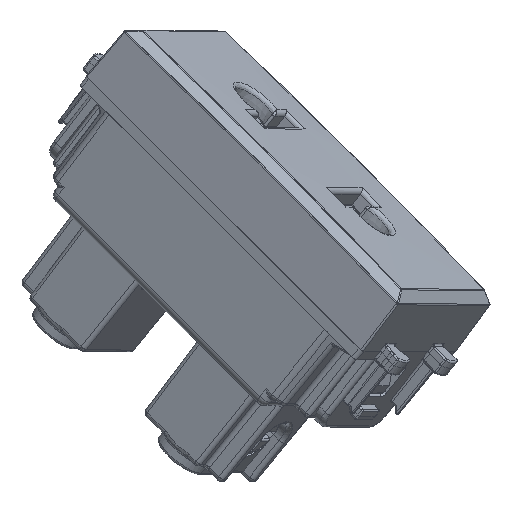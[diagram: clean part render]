
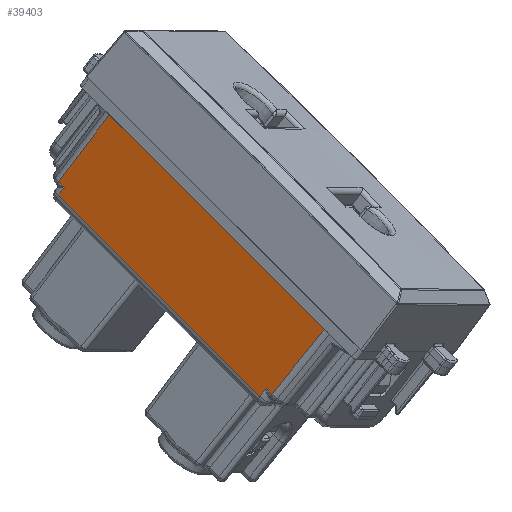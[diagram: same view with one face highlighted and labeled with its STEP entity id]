
A CAD part, isometric view. The second image highlights one B-rep face of the part: STEP entity #39403.
In plain terms, the highlighted face is planar.
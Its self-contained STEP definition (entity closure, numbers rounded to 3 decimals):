
#29799=CARTESIAN_POINT('Vertex',(-11.082,16.389,8.409)) ;
#29818=CARTESIAN_POINT('Line Origine',(-11.082,0.,8.409)) ;
#29822=CARTESIAN_POINT('Vertex',(-11.082,-16.389,8.409)) ;
#38662=CARTESIAN_POINT('Vertex',(-11.175,17.486,-2.2)) ;
#38665=CARTESIAN_POINT('Line Origine',(-11.129,17.401,3.104)) ;
#38669=CARTESIAN_POINT('Vertex',(-11.092,17.334,7.304)) ;
#39282=CARTESIAN_POINT('Line Origine',(-11.129,-17.401,3.104)) ;
#39286=CARTESIAN_POINT('Vertex',(-11.175,-17.486,-2.2)) ;
#39288=CARTESIAN_POINT('Vertex',(-11.092,-17.334,7.304)) ;
#39361=CARTESIAN_POINT('Axis2P3D Location',(-11.175,0.,-2.2)) ;
#39367=CARTESIAN_POINT('Control Point',(-11.092,16.409,7.304)) ;
#39368=CARTESIAN_POINT('Control Point',(-11.082,16.389,8.409)) ;
#39369=CARTESIAN_POINT('Vertex',(-11.092,16.409,7.304)) ;
#39372=CARTESIAN_POINT('Line Origine',(-11.092,0.,7.304)) ;
#39377=CARTESIAN_POINT('Line Origine',(-11.175,0.,-2.2)) ;
#39382=CARTESIAN_POINT('Line Origine',(-11.092,0.,7.304)) ;
#39386=CARTESIAN_POINT('Vertex',(-11.092,-16.409,7.304)) ;
#39390=CARTESIAN_POINT('Control Point',(-11.092,-16.409,7.304)) ;
#39391=CARTESIAN_POINT('Control Point',(-11.082,-16.389,8.409)) ;
#29819=DIRECTION('Vector Direction',(0.,-1.,0.)) ;
#38666=DIRECTION('Vector Direction',(0.009,-0.016,1.)) ;
#39283=DIRECTION('Vector Direction',(0.009,0.016,1.)) ;
#39362=DIRECTION('Axis2P3D Direction',(-1.,0.,0.009)) ;
#39363=DIRECTION('Axis2P3D XDirection',(0.,1.,0.)) ;
#39373=DIRECTION('Vector Direction',(0.,1.,0.)) ;
#39378=DIRECTION('Vector Direction',(0.,1.,0.)) ;
#39383=DIRECTION('Vector Direction',(0.,1.,0.)) ;
#39364=AXIS2_PLACEMENT_3D('Plane Axis2P3D',#39361,#39362,#39363) ;
#39394=ORIENTED_EDGE('',*,*,#29824,.F.) ;
#39395=ORIENTED_EDGE('',*,*,#39371,.T.) ;
#39396=ORIENTED_EDGE('',*,*,#39376,.F.) ;
#39397=ORIENTED_EDGE('',*,*,#38671,.F.) ;
#39398=ORIENTED_EDGE('',*,*,#39381,.F.) ;
#39399=ORIENTED_EDGE('',*,*,#39290,.T.) ;
#39400=ORIENTED_EDGE('',*,*,#39388,.F.) ;
#39401=ORIENTED_EDGE('',*,*,#39392,.T.) ;
#29820=VECTOR('Line Direction',#29819,1.) ;
#38667=VECTOR('Line Direction',#38666,1.) ;
#39284=VECTOR('Line Direction',#39283,1.) ;
#39374=VECTOR('Line Direction',#39373,1.) ;
#39379=VECTOR('Line Direction',#39378,1.) ;
#39384=VECTOR('Line Direction',#39383,1.) ;
#39403=ADVANCED_FACE('PartBody',(#39402),#39365,.T.) ;
#39366=B_SPLINE_CURVE_WITH_KNOTS('',1,(#39367,#39368),.UNSPECIFIED.,.F.,.U.,(2,2),(3.705,4.81),.UNSPECIFIED.) ;
#39389=B_SPLINE_CURVE_WITH_KNOTS('',1,(#39390,#39391),.UNSPECIFIED.,.F.,.U.,(2,2),(3.705,4.81),.UNSPECIFIED.) ;
#29824=EDGE_CURVE('',#29800,#29823,#29821,.T.) ;
#38671=EDGE_CURVE('',#38663,#38670,#38668,.T.) ;
#39290=EDGE_CURVE('',#39287,#39289,#39285,.T.) ;
#39371=EDGE_CURVE('',#29800,#39370,#39366,.F.) ;
#39376=EDGE_CURVE('',#38670,#39370,#39375,.F.) ;
#39381=EDGE_CURVE('',#39287,#38663,#39380,.T.) ;
#39388=EDGE_CURVE('',#39387,#39289,#39385,.F.) ;
#39392=EDGE_CURVE('',#39387,#29823,#39389,.T.) ;
#39393=EDGE_LOOP('',(#39394,#39395,#39396,#39397,#39398,#39399,#39400,#39401)) ;
#39402=FACE_OUTER_BOUND('',#39393,.T.) ;
#29821=LINE('Line',#29818,#29820) ;
#38668=LINE('Line',#38665,#38667) ;
#39285=LINE('Line',#39282,#39284) ;
#39375=LINE('Line',#39372,#39374) ;
#39380=LINE('Line',#39377,#39379) ;
#39385=LINE('Line',#39382,#39384) ;
#39365=PLANE('',#39364) ;
#29800=VERTEX_POINT('',#29799) ;
#29823=VERTEX_POINT('',#29822) ;
#38663=VERTEX_POINT('',#38662) ;
#38670=VERTEX_POINT('',#38669) ;
#39287=VERTEX_POINT('',#39286) ;
#39289=VERTEX_POINT('',#39288) ;
#39370=VERTEX_POINT('',#39369) ;
#39387=VERTEX_POINT('',#39386) ;
